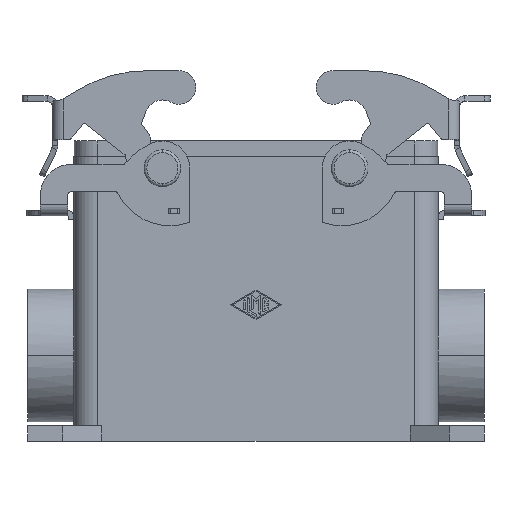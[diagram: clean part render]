
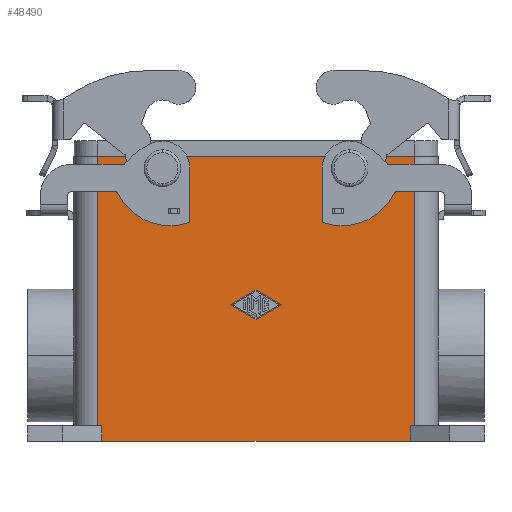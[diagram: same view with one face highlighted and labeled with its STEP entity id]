
A CAD part, front view. The second image highlights one B-rep face of the part: STEP entity #48490.
In plain terms, the highlighted planar face has unit normal (0, -1, 0).
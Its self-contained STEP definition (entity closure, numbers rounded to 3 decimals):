
#13900=CARTESIAN_POINT('',(0.,-22.25,1.5)
);
#13910=VERTEX_POINT('',#13900);
#14090=CARTESIAN_POINT('',(0.,-22.25,
-1.5));
#14100=VERTEX_POINT('',#14090);
#14130=CARTESIAN_POINT('',(0.,-22.25,0.));
#14140=DIRECTION('',(0.,1.,0.));
#14150=DIRECTION('',(0.,0.,1.));
#14160=AXIS2_PLACEMENT_3D('',#14130,#14140,#14150);
#14170=CIRCLE('',#14160,1.5);
#14180=EDGE_CURVE('',#14100,#13910,#14170,.T.);
#19590=CARTESIAN_POINT('',(-48.,-22.25,-1.5));
#19600=VERTEX_POINT('',#19590);
#19650=CARTESIAN_POINT('',(-48.,-22.25,0.));
#19660=DIRECTION('',(0.,1.,0.));
#19670=DIRECTION('',(0.,0.,1.));
#19680=AXIS2_PLACEMENT_3D('',#19650,#19660,#19670);
#19690=CIRCLE('',#19680,1.5);
#19700=CARTESIAN_POINT('',(-48.,-22.25,1.5));
#19710=VERTEX_POINT('',#19700);
#19720=EDGE_CURVE('',#19600,#19710,#19690,.T.);
#38090=CARTESIAN_POINT('',(-24.,-22.25,-38.749));
#38100=VERTEX_POINT('',#38090);
#38150=CARTESIAN_POINT('',(-24.,-22.25,-38.749));
#38160=DIRECTION('',(-0.866,0.,0.5));
#38170=VECTOR('',#38160,7.504);
#38180=LINE('',#38150,#38170);
#38190=CARTESIAN_POINT('',(-30.5,-22.25,-35.));
#38200=VERTEX_POINT('',#38190);
#38210=EDGE_CURVE('',#38100,#38200,#38180,.T.);
#38560=CARTESIAN_POINT('',(-17.5,-22.25,-35.));
#38570=VERTEX_POINT('',#38560);
#38620=CARTESIAN_POINT('',(-17.5,-22.25,-35.));
#38630=DIRECTION('',(-0.866,0.,-0.5));
#38640=VECTOR('',#38630,7.504);
#38650=LINE('',#38620,#38640);
#38660=EDGE_CURVE('',#38570,#38100,#38650,.T.);
#38940=CARTESIAN_POINT('',(-24.,-22.25,-31.251));
#38950=VERTEX_POINT('',#38940);
#39000=CARTESIAN_POINT('',(-24.,-22.25,-31.251));
#39010=DIRECTION('',(0.866,0.,-0.5));
#39020=VECTOR('',#39010,7.504);
#39030=LINE('',#39000,#39020);
#39040=EDGE_CURVE('',#38950,#38570,#39030,.T.);
#39290=CARTESIAN_POINT('',(-30.5,-22.25,-35.));
#39300=DIRECTION('',(0.866,0.,0.5));
#39310=VECTOR('',#39300,7.504);
#39320=LINE('',#39290,#39310);
#39330=EDGE_CURVE('',#38200,#38950,#39320,.T.);
#47620=CARTESIAN_POINT('',(15.5,-22.25,-70.));
#47630=DIRECTION('',(0.,-1.,0.));
#47640=DIRECTION('',(0.,0.,-1.));
#47650=AXIS2_PLACEMENT_3D('',#47620,#47630,#47640);
#47660=PLANE('',#47650);
#47670=CARTESIAN_POINT('',(-63.5,-22.25,-66.));
#47680=DIRECTION('',(-1.,0.,0.));
#47690=VECTOR('',#47680,1.25);
#47700=LINE('',#47670,#47690);
#47710=CARTESIAN_POINT('',(-63.5,-22.25,-66.));
#47720=VERTEX_POINT('',#47710);
#47730=CARTESIAN_POINT('',(-64.75,-22.25,-66.));
#47740=VERTEX_POINT('',#47730);
#47750=EDGE_CURVE('',#47720,#47740,#47700,.T.);
#47760=ORIENTED_EDGE('',*,*,#47750,.F.);
#47770=CARTESIAN_POINT('',(-64.75,-22.25,-66.));
#47780=DIRECTION('',(0.,0.,1.));
#47790=VECTOR('',#47780,69.);
#47800=LINE('',#47770,#47790);
#47810=CARTESIAN_POINT('',(-64.75,-22.25,3.));
#47820=VERTEX_POINT('',#47810);
#47830=EDGE_CURVE('',#47740,#47820,#47800,.T.);
#47840=ORIENTED_EDGE('',*,*,#47830,.F.);
#47850=CARTESIAN_POINT('',(16.75,-22.25,3.));
#47860=DIRECTION('',(-1.,0.,0.));
#47870=VECTOR('',#47860,81.5);
#47880=LINE('',#47850,#47870);
#47890=CARTESIAN_POINT('',(16.75,-22.25,3.));
#47900=VERTEX_POINT('',#47890);
#47910=EDGE_CURVE('',#47900,#47820,#47880,.T.);
#47920=ORIENTED_EDGE('',*,*,#47910,.T.);
#47930=CARTESIAN_POINT('',(16.75,-22.25,-66.));
#47940=DIRECTION('',(0.,0.,1.));
#47950=VECTOR('',#47940,69.);
#47960=LINE('',#47930,#47950);
#47970=CARTESIAN_POINT('',(16.75,-22.25,-66.));
#47980=VERTEX_POINT('',#47970);
#47990=EDGE_CURVE('',#47980,#47900,#47960,.T.);
#48000=ORIENTED_EDGE('',*,*,#47990,.T.);
#48010=CARTESIAN_POINT('',(16.75,-22.25,-66.));
#48020=DIRECTION('',(-1.,0.,0.));
#48030=VECTOR('',#48020,1.25);
#48040=LINE('',#48010,#48030);
#48050=CARTESIAN_POINT('',(15.5,-22.25,-66.));
#48060=VERTEX_POINT('',#48050);
#48070=EDGE_CURVE('',#47980,#48060,#48040,.T.);
#48080=ORIENTED_EDGE('',*,*,#48070,.F.);
#48090=CARTESIAN_POINT('',(15.5,-22.25,-70.));
#48100=DIRECTION('',(0.,0.,1.));
#48110=VECTOR('',#48100,4.);
#48120=LINE('',#48090,#48110);
#48130=CARTESIAN_POINT('',(15.5,-22.25,-70.));
#48140=VERTEX_POINT('',#48130);
#48150=EDGE_CURVE('',#48140,#48060,#48120,.T.);
#48160=ORIENTED_EDGE('',*,*,#48150,.T.);
#48170=CARTESIAN_POINT('',(15.5,-22.25,-70.));
#48180=DIRECTION('',(-1.,0.,0.));
#48190=VECTOR('',#48180,79.);
#48200=LINE('',#48170,#48190);
#48210=CARTESIAN_POINT('',(-63.5,-22.25,-70.));
#48220=VERTEX_POINT('',#48210);
#48230=EDGE_CURVE('',#48140,#48220,#48200,.T.);
#48240=ORIENTED_EDGE('',*,*,#48230,.F.);
#48250=CARTESIAN_POINT('',(-63.5,-22.25,-70.));
#48260=DIRECTION('',(0.,0.,1.));
#48270=VECTOR('',#48260,4.);
#48280=LINE('',#48250,#48270);
#48290=EDGE_CURVE('',#48220,#47720,#48280,.T.);
#48300=ORIENTED_EDGE('',*,*,#48290,.F.);
#48310=EDGE_LOOP('',(#48300,#48240,#48160,#48080,#48000,#47920,#47840,
#47760));
#48320=FACE_OUTER_BOUND('',#48310,.T.);
#48330=EDGE_CURVE('',#13910,#14100,#14170,.T.);
#48340=ORIENTED_EDGE('',*,*,#48330,.T.);
#48350=ORIENTED_EDGE('',*,*,#14180,.T.);
#48360=EDGE_LOOP('',(#48350,#48340));
#48370=FACE_BOUND('',#48360,.T.);
#48380=ORIENTED_EDGE('',*,*,#19720,.T.);
#48390=EDGE_CURVE('',#19710,#19600,#19690,.T.);
#48400=ORIENTED_EDGE('',*,*,#48390,.T.);
#48410=EDGE_LOOP('',(#48400,#48380));
#48420=FACE_BOUND('',#48410,.T.);
#48430=ORIENTED_EDGE('',*,*,#38660,.T.);
#48440=ORIENTED_EDGE('',*,*,#39040,.T.);
#48450=ORIENTED_EDGE('',*,*,#39330,.T.);
#48460=ORIENTED_EDGE('',*,*,#38210,.T.);
#48470=EDGE_LOOP('',(#48460,#48450,#48440,#48430));
#48480=FACE_BOUND('',#48470,.T.);
#48490=ADVANCED_FACE('',(#48320,#48370,#48420,#48480),#47660,.T.);
